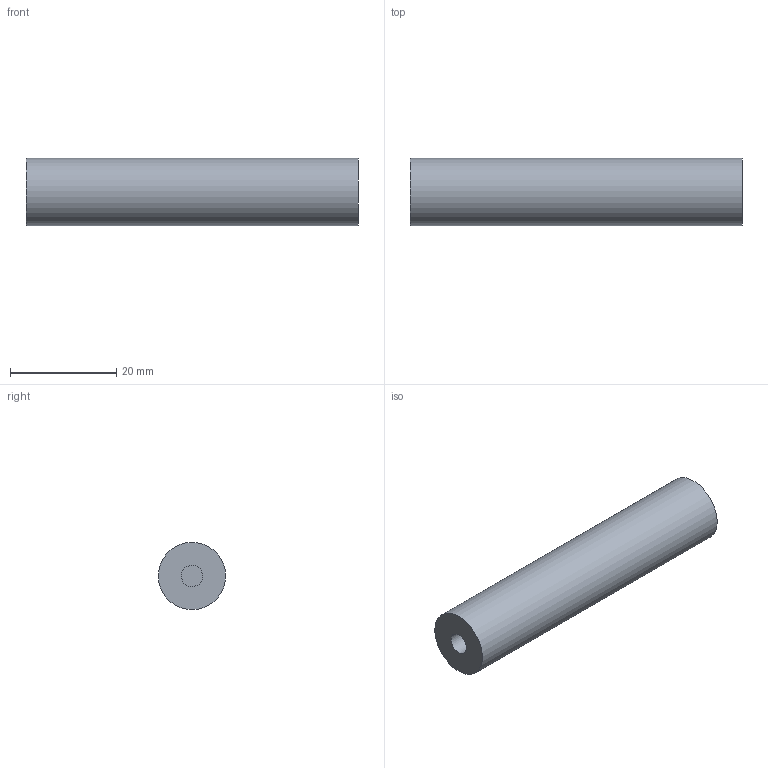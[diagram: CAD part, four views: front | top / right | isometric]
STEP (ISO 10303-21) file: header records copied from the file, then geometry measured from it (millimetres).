
FILE_DESCRIPTION(/* description */ ('STEP AP214'),/* implementation_level */ '2;1');
FILE_NAME(/* name */ '62525c27ecdeb77adb8bb1a4',/* time_stamp */ '2022-04-10T04:25:11+00:00',/* author */ (''),/* organization */ (''),/* preprocessor_version */ 'ST-DEVELOPER v18.101',/* originating_system */ ' ',/* authorisation */ ' ');
FILE_SCHEMA (('AUTOMOTIVE_DESIGN {1 0 10303 214 3 1 1}'));
Length unit declared in the file: metre
Products named in the file (1): bracesb7
Bounding box: 62.63 x 12.7 x 12.7 mm (x, y, z)
Volume: 7710.6 mm3; surface area: 2973.9 mm2
Topology: 1 solids, 1 shells, 7 faces, 9 edges, 6 vertices
Faces by surface type: plane 4, cylinder 3
Full cylindrical faces by diameter (mm): 4.039 x2, 12.7 x1
Entity records: 164 total; most frequent: DIRECTION 28, CARTESIAN_POINT 20, AXIS2_PLACEMENT_3D 14, ORIENTED_EDGE 12, EDGE_LOOP 12, FACE_BOUND 12, ADVANCED_FACE 7, EDGE_CURVE 6
